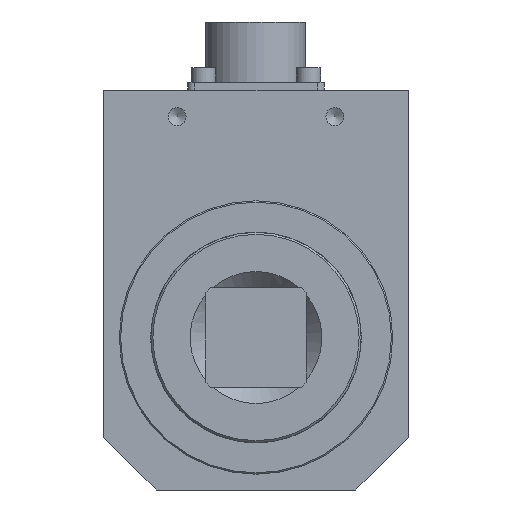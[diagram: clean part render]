
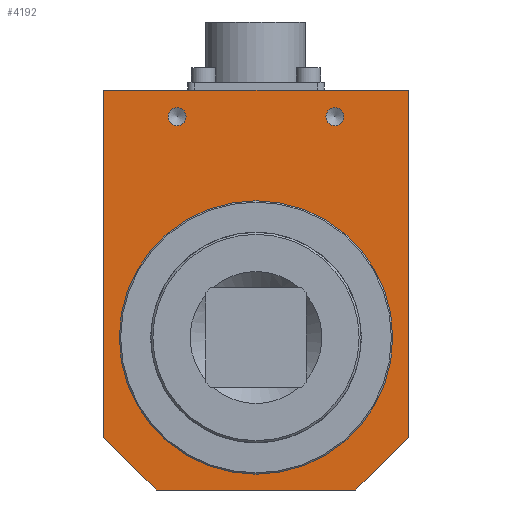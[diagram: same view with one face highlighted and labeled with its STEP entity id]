
A CAD part, left-side view. The second image highlights one B-rep face of the part: STEP entity #4192.
In plain terms, the highlighted planar face has unit normal (-1, 0, 0).
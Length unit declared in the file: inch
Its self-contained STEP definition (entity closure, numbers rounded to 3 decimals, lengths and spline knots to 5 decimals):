
#793=CARTESIAN_POINT('',(-0.865,-0.19882,1.72264));
#794=VERTEX_POINT('',#793);
#795=CARTESIAN_POINT('',(-0.865,-0.19882,1.65528));
#796=DIRECTION('',(1.0,0.0,0.0));
#797=DIRECTION('',(0.0,0.0,-1.0));
#798=AXIS2_PLACEMENT_3D('',#795,#796,#797);
#799=CIRCLE('',#798,0.06736);
#800=EDGE_CURVE('',#794,#794,#799,.T.);
#941=CARTESIAN_POINT('',(-0.865,0.98228,1.72264));
#942=VERTEX_POINT('',#941);
#943=CARTESIAN_POINT('',(-0.865,0.98228,1.65528));
#944=DIRECTION('',(1.0,0.0,0.0));
#945=DIRECTION('',(0.0,0.0,-1.0));
#946=AXIS2_PLACEMENT_3D('',#943,#944,#945);
#947=CIRCLE('',#946,0.06736);
#948=EDGE_CURVE('',#942,#942,#947,.T.);
#1070=CARTESIAN_POINT('',(-0.865,0.39173,1.02535));
#1071=VERTEX_POINT('',#1070);
#1072=CARTESIAN_POINT('',(-0.865,0.39173,0.00173));
#1073=DIRECTION('',(1.0,0.0,0.0));
#1074=DIRECTION('',(0.0,0.0,-1.0));
#1075=AXIS2_PLACEMENT_3D('',#1072,#1073,#1074);
#1076=CIRCLE('',#1075,1.02362);
#1077=EDGE_CURVE('',#1071,#1071,#1076,.T.);
#4071=CARTESIAN_POINT('',(-0.865,1.13976,-1.14));
#4072=VERTEX_POINT('',#4071);
#4080=CARTESIAN_POINT('',(-0.865,-0.3563,-1.14));
#4081=VERTEX_POINT('',#4080);
#4088=CARTESIAN_POINT('',(-0.865,1.13976,-1.14));
#4089=DIRECTION('',(0.0,-1.0,0.0));
#4090=VECTOR('',#4089,1.49606);
#4091=LINE('',#4088,#4090);
#4092=EDGE_CURVE('',#4072,#4081,#4091,.T.);
#4102=CARTESIAN_POINT('',(-0.865,-0.75,-0.7463));
#4103=VERTEX_POINT('',#4102);
#4111=CARTESIAN_POINT('',(-0.865,-0.75,1.85213));
#4112=VERTEX_POINT('',#4111);
#4119=CARTESIAN_POINT('',(-0.865,-0.75,-0.7463));
#4120=DIRECTION('',(0.0,0.0,1.0));
#4121=VECTOR('',#4120,2.59843);
#4122=LINE('',#4119,#4121);
#4123=EDGE_CURVE('',#4103,#4112,#4122,.T.);
#4141=CARTESIAN_POINT('',(-0.865,-0.75,-0.7463));
#4142=DIRECTION('',(0.0,0.707,-0.707));
#4143=VECTOR('',#4142,0.55678);
#4144=LINE('',#4141,#4143);
#4145=EDGE_CURVE('',#4103,#4081,#4144,.T.);
#4151=CARTESIAN_POINT('',(-0.865,0.39173,0.11984));
#4152=DIRECTION('',(1.0,0.0,0.0));
#4153=DIRECTION('',(0.0,0.0,-1.0));
#4154=AXIS2_PLACEMENT_3D('',#4151,#4152,#4153);
#4155=PLANE('',#4154);
#4156=CARTESIAN_POINT('',(-0.865,1.53346,-0.7463));
#4157=VERTEX_POINT('',#4156);
#4158=CARTESIAN_POINT('',(-0.865,1.13976,-1.14));
#4159=DIRECTION('',(0.0,0.707,0.707));
#4160=VECTOR('',#4159,0.55678);
#4161=LINE('',#4158,#4160);
#4162=EDGE_CURVE('',#4072,#4157,#4161,.T.);
#4163=ORIENTED_EDGE('',*,*,#4162,.F.);
#4164=ORIENTED_EDGE('',*,*,#4092,.T.);
#4165=ORIENTED_EDGE('',*,*,#4145,.F.);
#4166=ORIENTED_EDGE('',*,*,#4123,.T.);
#4167=CARTESIAN_POINT('',(-0.865,1.53346,1.85213));
#4168=VERTEX_POINT('',#4167);
#4169=CARTESIAN_POINT('',(-0.865,1.53346,1.85213));
#4170=DIRECTION('',(0.0,-1.0,0.0));
#4171=VECTOR('',#4170,2.28346);
#4172=LINE('',#4169,#4171);
#4173=EDGE_CURVE('',#4168,#4112,#4172,.T.);
#4174=ORIENTED_EDGE('',*,*,#4173,.F.);
#4175=CARTESIAN_POINT('',(-0.865,1.53346,1.85213));
#4176=DIRECTION('',(0.0,0.0,-1.0));
#4177=VECTOR('',#4176,2.59843);
#4178=LINE('',#4175,#4177);
#4179=EDGE_CURVE('',#4168,#4157,#4178,.T.);
#4180=ORIENTED_EDGE('',*,*,#4179,.T.);
#4181=EDGE_LOOP('',(#4163,#4164,#4165,#4166,#4174,#4180));
#4182=FACE_OUTER_BOUND('',#4181,.T.);
#4183=ORIENTED_EDGE('',*,*,#948,.T.);
#4184=EDGE_LOOP('',(#4183));
#4185=FACE_BOUND('',#4184,.T.);
#4186=ORIENTED_EDGE('',*,*,#800,.T.);
#4187=EDGE_LOOP('',(#4186));
#4188=FACE_BOUND('',#4187,.T.);
#4189=ORIENTED_EDGE('',*,*,#1077,.T.);
#4190=EDGE_LOOP('',(#4189));
#4191=FACE_BOUND('',#4190,.T.);
#4192=ADVANCED_FACE('',(#4182,#4185,#4188,#4191),#4155,.F.);
